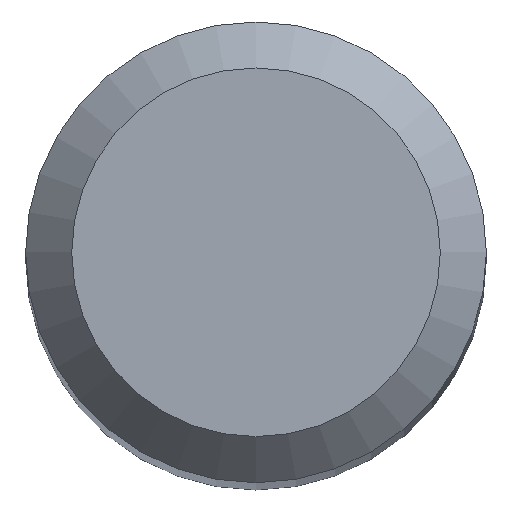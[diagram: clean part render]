
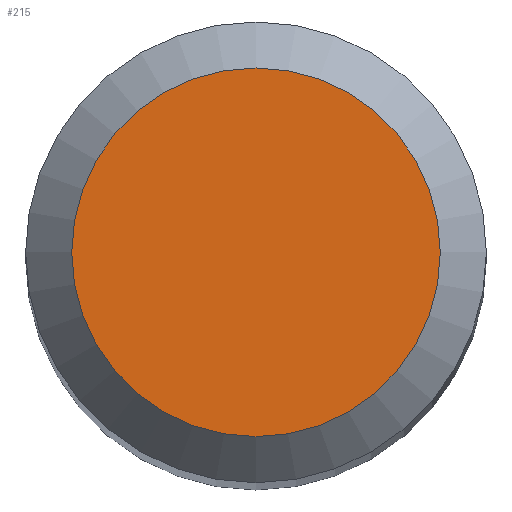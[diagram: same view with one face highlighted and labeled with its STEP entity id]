
A CAD part, top view. The second image highlights one B-rep face of the part: STEP entity #215.
In plain terms, the highlighted planar face has unit normal (0, 0, 1).
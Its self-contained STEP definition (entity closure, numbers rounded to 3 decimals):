
#13 = DIRECTION ( 'NONE',  ( 0., 1., 0. ) ) ;
#40 = PLANE ( 'NONE',  #244 ) ;
#63 = CIRCLE ( 'NONE', #114, 1.2 ) ;
#69 = DIRECTION ( 'NONE',  ( 0., 1., 0. ) ) ;
#114 = AXIS2_PLACEMENT_3D ( 'NONE', #232, #236, #69 ) ;
#131 = EDGE_LOOP ( 'NONE', ( #181 ) ) ;
#137 = EDGE_CURVE ( 'NONE', #184, #184, #63, .T. ) ;
#168 = DIRECTION ( 'NONE',  ( 0., 0., -1. ) ) ;
#181 = ORIENTED_EDGE ( 'NONE', *, *, #137, .F. ) ;
#184 = VERTEX_POINT ( 'NONE', #262 ) ;
#215 = ADVANCED_FACE ( 'NONE', ( #286 ), #40, .F. ) ;
#232 = CARTESIAN_POINT ( 'NONE',  ( 0., 0., 50. ) ) ;
#236 = DIRECTION ( 'NONE',  ( 0., 0., -1. ) ) ;
#244 = AXIS2_PLACEMENT_3D ( 'NONE', #273, #168, #13 ) ;
#262 = CARTESIAN_POINT ( 'NONE',  ( 0., 1.2, 50. ) ) ;
#273 = CARTESIAN_POINT ( 'NONE',  ( 0., 0., 50. ) ) ;
#286 = FACE_OUTER_BOUND ( 'NONE', #131, .T. ) ;
